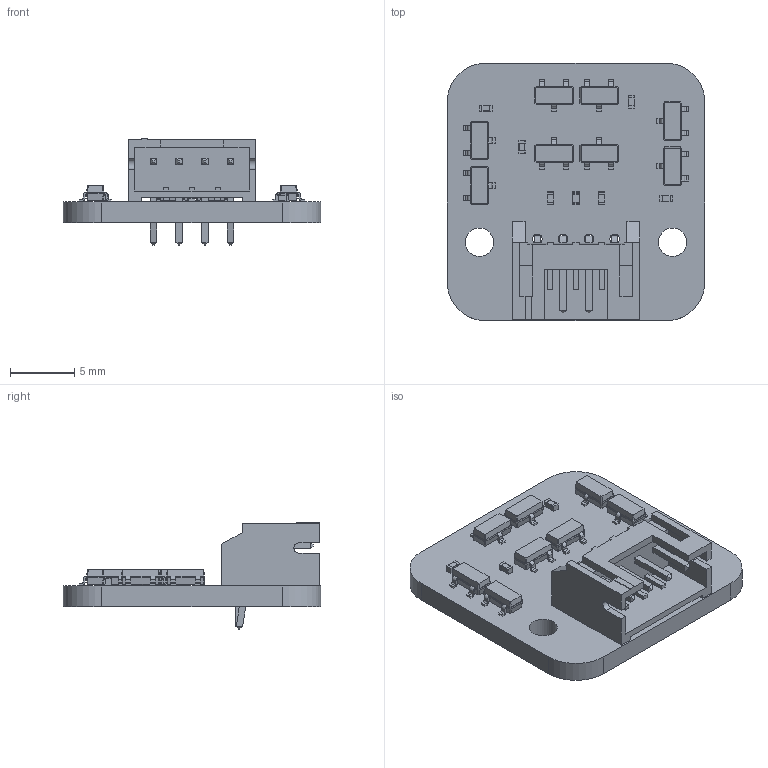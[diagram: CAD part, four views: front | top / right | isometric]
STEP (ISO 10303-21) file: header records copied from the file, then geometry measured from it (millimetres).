
FILE_DESCRIPTION(('KiCad electronic assembly'),'2;1');
FILE_NAME('MAGNETIC LIMIT SWITCH.step','2024-09-23T21:44:37',('Pcbnew'), ('Kicad'),'Open CASCADE STEP processor 7.7','KiCad to STEP converter', 'Unknown');
FILE_SCHEMA(('AUTOMOTIVE_DESIGN { 1 0 10303 214 1 1 1 1 }'));
Length unit declared in the file: millimetre
Products named in the file (12): MAGNETIC LIMIT SWITCH 1; SOT-23; SOT_23; R_0402_1005Metric; LED_0402_1005Metric; C_0402_1005Metric; JST_PH_S4B-PH-K_1x04_P2.00mm_Horizontal; JST_S4B_PH_K; MAGNETIC LIMIT SWITCH_PCB
Assembly tree (22 placements, depth 3):
  MAGNETIC LIMIT SWITCH 1
    SOT-23  x8
      SOT_23
    R_0402_1005Metric  x2
      R_0402_1005Metric
    LED_0402_1005Metric
      LED_0402_1005Metric
    C_0402_1005Metric  x4
      C_0402_1005Metric
    JST_PH_S4B-PH-K_1x04_P2.00mm_Horizontal
      JST_S4B_PH_K
    MAGNETIC LIMIT SWITCH_PCB
Bounding box: 20 x 20 x 8.25 mm (x, y, z)
Volume: 794 mm3; surface area: 1550 mm2
Topology: 17 solids, 17 shells, 1012 faces, 2515 edges, 1550 vertices
Faces by surface type: plane 608, bspline 216, cylinder 188
Full cylindrical faces by diameter (mm): 0.75 x4, 2.2 x2
Entity records: 13946 total; most frequent: CARTESIAN_POINT 2097, ORIENTED_EDGE 1942, DIRECTION 1791, EDGE_CURVE 971, LINE 819, VECTOR 819, VERTEX_POINT 620, AXIS2_PLACEMENT_3D 486
